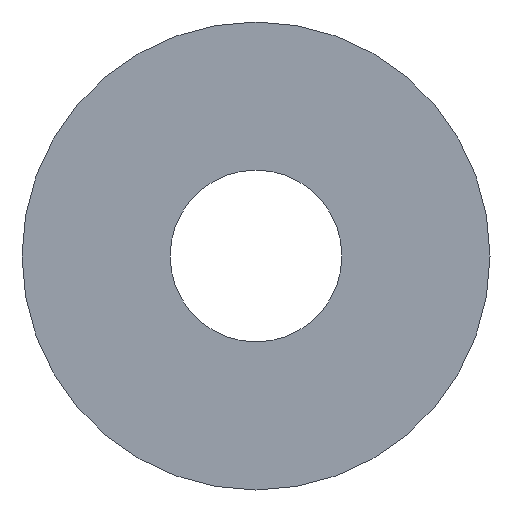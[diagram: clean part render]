
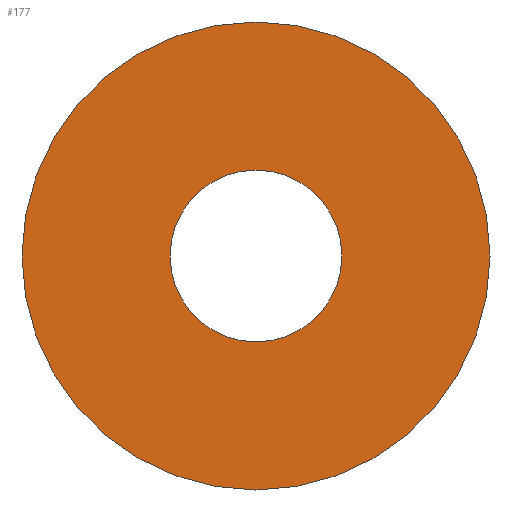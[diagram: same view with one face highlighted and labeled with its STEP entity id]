
A CAD part, left-side view. The second image highlights one B-rep face of the part: STEP entity #177.
In plain terms, the highlighted planar face has unit normal (-1, 0, 0).
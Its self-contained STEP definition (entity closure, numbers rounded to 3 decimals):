
#5 = EDGE_CURVE ( 'NONE', #41, #256, #47, .T. ) ;
#9 = DIRECTION ( 'NONE',  ( 1., 0., 0. ) ) ;
#15 = DIRECTION ( 'NONE',  ( -1., 0., 0. ) ) ;
#24 = CIRCLE ( 'NONE', #110, 5.25 ) ;
#41 = VERTEX_POINT ( 'NONE', #163 ) ;
#47 = CIRCLE ( 'NONE', #292, 14.3 ) ;
#59 = EDGE_CURVE ( 'NONE', #295, #118, #24, .T. ) ;
#78 = DIRECTION ( 'NONE',  ( -1., 0., 0. ) ) ;
#83 = CARTESIAN_POINT ( 'NONE',  ( -7.05, 0., 0. ) ) ;
#101 = EDGE_CURVE ( 'NONE', #256, #41, #311, .T. ) ;
#110 = AXIS2_PLACEMENT_3D ( 'NONE', #83, #78, #305 ) ;
#116 = DIRECTION ( 'NONE',  ( 0., 0., 1. ) ) ;
#118 = VERTEX_POINT ( 'NONE', #277 ) ;
#120 = FACE_OUTER_BOUND ( 'NONE', #174, .T. ) ;
#126 = ORIENTED_EDGE ( 'NONE', *, *, #101, .T. ) ;
#137 = DIRECTION ( 'NONE',  ( -1., 0., 0. ) ) ;
#144 = FACE_BOUND ( 'NONE', #283, .T. ) ;
#146 = DIRECTION ( 'NONE',  ( -1., 0., 0. ) ) ;
#156 = AXIS2_PLACEMENT_3D ( 'NONE', #329, #137, #358 ) ;
#163 = CARTESIAN_POINT ( 'NONE',  ( -7.05, 0., -14.3 ) ) ;
#165 = AXIS2_PLACEMENT_3D ( 'NONE', #236, #146, #116 ) ;
#168 = CARTESIAN_POINT ( 'NONE',  ( -7.05, 14.3, 0. ) ) ;
#174 = EDGE_LOOP ( 'NONE', ( #126, #208 ) ) ;
#175 = DIRECTION ( 'NONE',  ( 0., 0., -1. ) ) ;
#177 = ADVANCED_FACE ( 'NONE', ( #144, #120 ), #281, .F. ) ;
#186 = DIRECTION ( 'NONE',  ( 0., 0., 1. ) ) ;
#191 = CIRCLE ( 'NONE', #165, 5.25 ) ;
#198 = CARTESIAN_POINT ( 'NONE',  ( -7.05, 0., 14.3 ) ) ;
#201 = ORIENTED_EDGE ( 'NONE', *, *, #59, .F. ) ;
#208 = ORIENTED_EDGE ( 'NONE', *, *, #5, .T. ) ;
#216 = ORIENTED_EDGE ( 'NONE', *, *, #219, .F. ) ;
#219 = EDGE_CURVE ( 'NONE', #118, #295, #191, .T. ) ;
#236 = CARTESIAN_POINT ( 'NONE',  ( -7.05, 0., 0. ) ) ;
#256 = VERTEX_POINT ( 'NONE', #198 ) ;
#277 = CARTESIAN_POINT ( 'NONE',  ( -7.05, 0., 5.25 ) ) ;
#281 = PLANE ( 'NONE',  #359 ) ;
#282 = CARTESIAN_POINT ( 'NONE',  ( -7.05, 0., -5.25 ) ) ;
#283 = EDGE_LOOP ( 'NONE', ( #216, #201 ) ) ;
#292 = AXIS2_PLACEMENT_3D ( 'NONE', #353, #15, #186 ) ;
#295 = VERTEX_POINT ( 'NONE', #282 ) ;
#305 = DIRECTION ( 'NONE',  ( 0., 0., 1. ) ) ;
#311 = CIRCLE ( 'NONE', #156, 14.3 ) ;
#329 = CARTESIAN_POINT ( 'NONE',  ( -7.05, 0., 0. ) ) ;
#353 = CARTESIAN_POINT ( 'NONE',  ( -7.05, 0., 0. ) ) ;
#358 = DIRECTION ( 'NONE',  ( 0., 0., 1. ) ) ;
#359 = AXIS2_PLACEMENT_3D ( 'NONE', #168, #9, #175 ) ;
